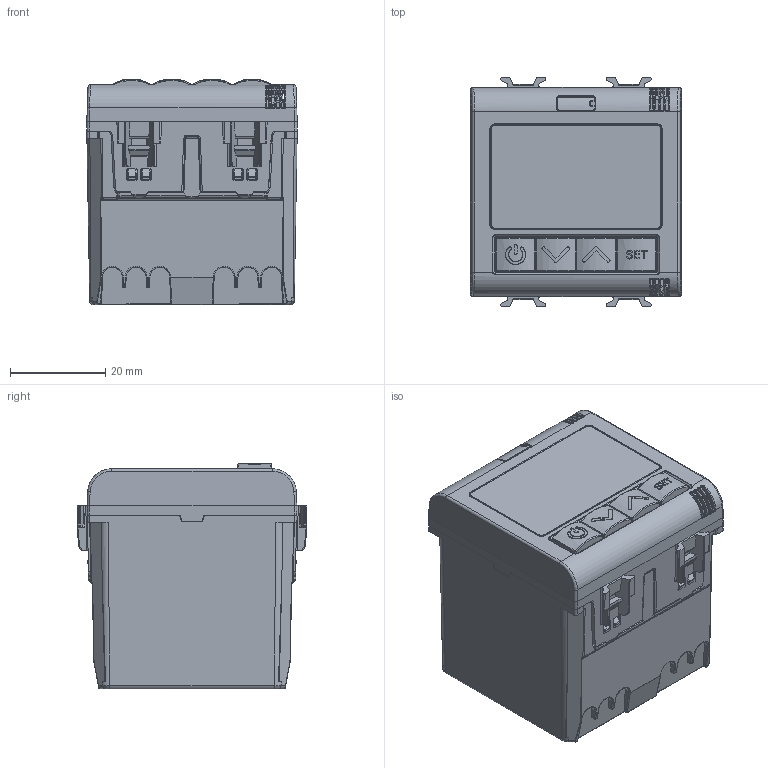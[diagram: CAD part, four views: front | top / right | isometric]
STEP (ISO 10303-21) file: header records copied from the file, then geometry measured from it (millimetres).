
FILE_DESCRIPTION(('CATIA V5 STEP Exchange','CAx-IF Rec.Pracs.--- Model Styling and Organization---1.4--- 2014-01-23'),'2;1');
FILE_NAME('GW10709.stp','2024-02-12T15:45:23+00:00',('none'),('none'),'CATIA Version 5-6 Release 2019 SP6','CATIA V5 STEP AP214 v1','none');
FILE_SCHEMA(('AUTOMOTIVE_DESIGN { 1 0 10303 214 1 1 1 1 }'));
Products named in the file (1): GW10709
Bounding box: 44.2 x 48.25 x 47.43 mm (x, y, z)
Volume: 51972 mm3; surface area: 22420.3 mm2
Topology: 2 solids, 4 shells, 3685 faces, 10053 edges, 6242 vertices
Faces by surface type: plane 2146, cylinder 848, bspline 376, sphere 138, cone 95, torus 71, extrusion 11
Entity records: 142499 total; most frequent: CARTESIAN_POINT 59458, ORIENTED_EDGE 19860, DIRECTION 10894, EDGE_CURVE 9930, VERTEX_POINT 6242, B_SPLINE_CURVE_WITH_KNOTS 4734, VECTOR 4255, LINE 4244
